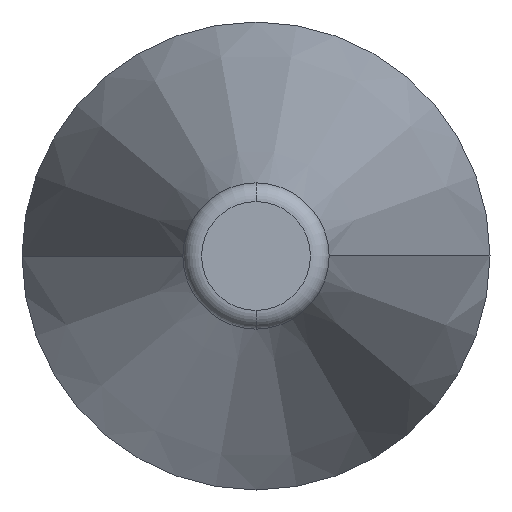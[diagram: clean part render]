
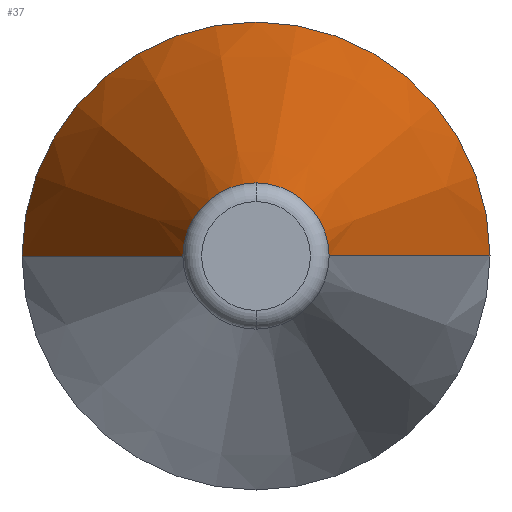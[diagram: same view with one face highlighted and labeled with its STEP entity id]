
A CAD part, front view. The second image highlights one B-rep face of the part: STEP entity #37.
In plain terms, the highlighted conical face has half-angle 15 degrees and reference radius 0.992 mm.
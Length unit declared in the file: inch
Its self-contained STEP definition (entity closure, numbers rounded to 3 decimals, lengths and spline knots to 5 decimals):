
#19 = CARTESIAN_POINT ( 'NONE',  ( 0., 0.69577, 0. ) ) ;
#25 = CARTESIAN_POINT ( 'NONE',  ( -0.03905, 0.375, 0. ) ) ;
#29 = CARTESIAN_POINT ( 'NONE',  ( 0.03905, 0.375, 0. ) ) ;
#33 = CIRCLE ( 'NONE', #106, 0.03905 ) ;
#37 = ADVANCED_FACE ( 'NONE', ( #55 ), #73, .T. ) ;
#51 = VECTOR ( 'NONE', #323, 39.37008 ) ;
#52 = ORIENTED_EDGE ( 'NONE', *, *, #334, .T. ) ;
#55 = FACE_OUTER_BOUND ( 'NONE', #186, .T. ) ;
#60 = EDGE_CURVE ( 'NONE', #75, #157, #33, .T. ) ;
#61 = CARTESIAN_POINT ( 'NONE',  ( 0.125, 0.69577, 0. ) ) ;
#68 = CARTESIAN_POINT ( 'NONE',  ( -0.03905, 0.375, 0. ) ) ;
#73 = CONICAL_SURFACE ( 'NONE', #177, 0.03905, 0.262 ) ;
#75 = VERTEX_POINT ( 'NONE', #151 ) ;
#82 = DIRECTION ( 'NONE',  ( 0., 1., 0. ) ) ;
#86 = DIRECTION ( 'NONE',  ( 0.259, 0.966, 0. ) ) ;
#106 = AXIS2_PLACEMENT_3D ( 'NONE', #259, #82, #173 ) ;
#107 = AXIS2_PLACEMENT_3D ( 'NONE', #244, #296, #152 ) ;
#136 = VERTEX_POINT ( 'NONE', #61 ) ;
#142 = DIRECTION ( 'NONE',  ( 0., 1., 0. ) ) ;
#143 = DIRECTION ( 'NONE',  ( -1., 0., 0. ) ) ;
#151 = CARTESIAN_POINT ( 'NONE',  ( 0., 0.375, 0.03905 ) ) ;
#152 = DIRECTION ( 'NONE',  ( -1., 0., 0. ) ) ;
#157 = VERTEX_POINT ( 'NONE', #316 ) ;
#164 = CIRCLE ( 'NONE', #107, 0.03905 ) ;
#173 = DIRECTION ( 'NONE',  ( -1., 0., 0. ) ) ;
#177 = AXIS2_PLACEMENT_3D ( 'NONE', #320, #288, #143 ) ;
#183 = AXIS2_PLACEMENT_3D ( 'NONE', #19, #142, #381 ) ;
#186 = EDGE_LOOP ( 'NONE', ( #364, #254, #275, #324, #52 ) ) ;
#230 = CIRCLE ( 'NONE', #183, 0.125 ) ;
#244 = CARTESIAN_POINT ( 'NONE',  ( 0., 0.375, 0. ) ) ;
#254 = ORIENTED_EDGE ( 'NONE', *, *, #317, .T. ) ;
#259 = CARTESIAN_POINT ( 'NONE',  ( 0., 0.375, 0. ) ) ;
#275 = ORIENTED_EDGE ( 'NONE', *, *, #290, .F. ) ;
#282 = VERTEX_POINT ( 'NONE', #68 ) ;
#288 = DIRECTION ( 'NONE',  ( 0., 1., 0. ) ) ;
#290 = EDGE_CURVE ( 'NONE', #340, #136, #230, .T. ) ;
#296 = DIRECTION ( 'NONE',  ( 0., 1., 0. ) ) ;
#314 = EDGE_CURVE ( 'NONE', #282, #340, #359, .T. ) ;
#316 = CARTESIAN_POINT ( 'NONE',  ( 0.03905, 0.375, 0. ) ) ;
#317 = EDGE_CURVE ( 'NONE', #157, #136, #356, .T. ) ;
#320 = CARTESIAN_POINT ( 'NONE',  ( 0., 0.375, 0. ) ) ;
#323 = DIRECTION ( 'NONE',  ( -0.259, 0.966, 0. ) ) ;
#324 = ORIENTED_EDGE ( 'NONE', *, *, #314, .F. ) ;
#334 = EDGE_CURVE ( 'NONE', #282, #75, #164, .T. ) ;
#340 = VERTEX_POINT ( 'NONE', #358 ) ;
#346 = VECTOR ( 'NONE', #86, 39.37008 ) ;
#356 = LINE ( 'NONE', #29, #346 ) ;
#358 = CARTESIAN_POINT ( 'NONE',  ( -0.125, 0.69577, 0. ) ) ;
#359 = LINE ( 'NONE', #25, #51 ) ;
#364 = ORIENTED_EDGE ( 'NONE', *, *, #60, .T. ) ;
#381 = DIRECTION ( 'NONE',  ( -1., 0., 0. ) ) ;
